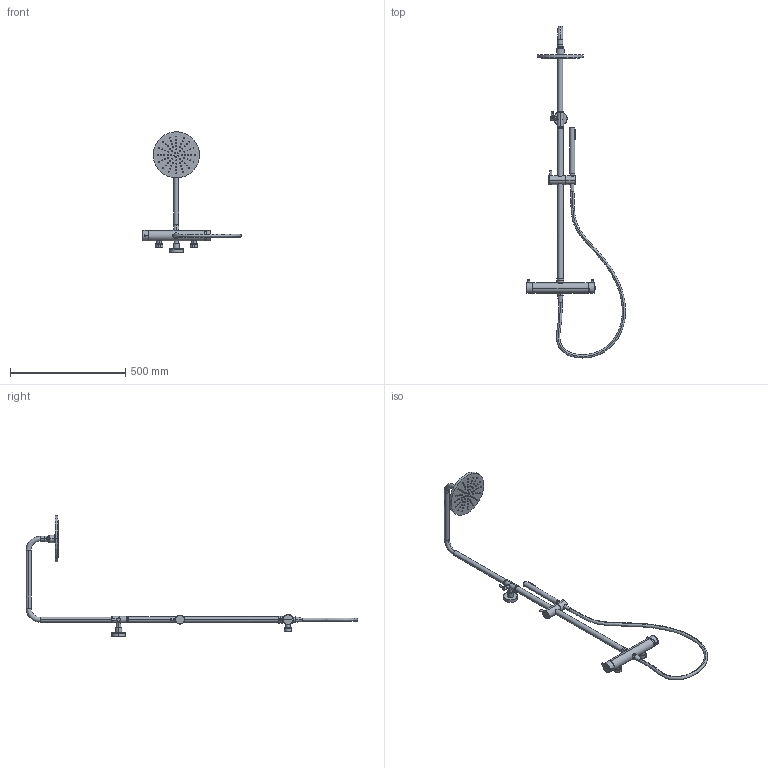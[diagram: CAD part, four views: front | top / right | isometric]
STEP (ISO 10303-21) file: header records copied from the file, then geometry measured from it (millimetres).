
FILE_DESCRIPTION (( 'STEP AP214' ), '1' );
FILE_NAME ('1514700.STEP', '2024-12-07T06:38:01', ( '' ), ( '' ), 'SwSTEP 2.0', 'SolidWorks 2018', '' );
FILE_SCHEMA (( 'AUTOMOTIVE_DESIGN' ));
Length unit declared in the file: millimetre
Products named in the file (8): flex 15147; 0010022000; scorrevole colonna 220; 001022404; 0101500803; 0000036600; 1514700
Assembly tree (7 placements, depth 3):
  1514700
    001022404
    0000036600
    0010022000
      0010022000
      scorrevole colonna 220
    0101500803
    flex 15147
Bounding box: 429.13 x 1437.9 x 521.46 mm (x, y, z)
Volume: 1461956.4 mm3; surface area: 374593.7 mm2
Topology: 6 solids, 31 shells, 859 faces, 1937 edges, 1270 vertices
Faces by surface type: cylinder 424, plane 229, torus 106, cone 72, bspline 20, sphere 8
Entity records: 35011 total; most frequent: CARTESIAN_POINT 12746, DIRECTION 4488, ORIENTED_EDGE 3642, AXIS2_PLACEMENT_3D 1939, EDGE_CURVE 1937, VERTEX_POINT 1270, CIRCLE 1088, EDGE_LOOP 1048
